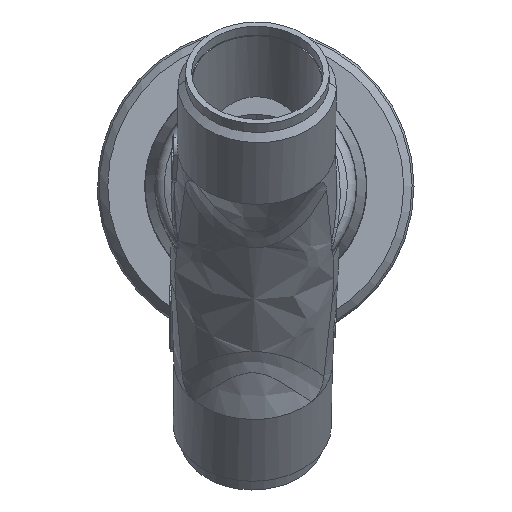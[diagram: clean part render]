
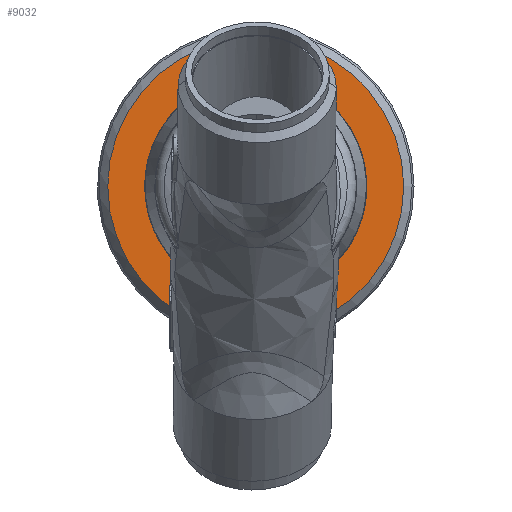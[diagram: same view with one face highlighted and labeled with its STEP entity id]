
A CAD part, front view. The second image highlights one B-rep face of the part: STEP entity #9032.
In plain terms, the highlighted planar face has unit normal (0, -1, 0).
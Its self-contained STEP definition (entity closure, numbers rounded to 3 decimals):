
#215 = CARTESIAN_POINT ( 'NONE',  ( -104.103, -6.875, 17. ) ) ;
#962 = AXIS2_PLACEMENT_3D ( 'NONE', #5880, #2999, #13600 ) ;
#2046 = CIRCLE ( 'NONE', #962, 36. ) ;
#2580 = EDGE_CURVE ( 'NONE', #17156, #18181, #14419, .T. ) ;
#2938 = CARTESIAN_POINT ( 'NONE',  ( -104.103, -6.875, 36. ) ) ;
#2999 = DIRECTION ( 'NONE',  ( 0., 1., 0. ) ) ;
#3067 = CARTESIAN_POINT ( 'NONE',  ( -104.103, -6.875, 0. ) ) ;
#3176 = CIRCLE ( 'NONE', #11249, 36. ) ;
#4013 = EDGE_CURVE ( 'NONE', #13434, #16858, #2046, .T. ) ;
#4749 = AXIS2_PLACEMENT_3D ( 'NONE', #5556, #16132, #5737 ) ;
#4969 = CARTESIAN_POINT ( 'NONE',  ( -104.103, -6.875, 0. ) ) ;
#5556 = CARTESIAN_POINT ( 'NONE',  ( -123.353, -6.875, 0. ) ) ;
#5737 = DIRECTION ( 'NONE',  ( 0., 0., -1. ) ) ;
#5880 = CARTESIAN_POINT ( 'NONE',  ( -104.103, -6.875, 0. ) ) ;
#5974 = EDGE_CURVE ( 'NONE', #16858, #13434, #3176, .T. ) ;
#6262 = ORIENTED_EDGE ( 'NONE', *, *, #4013, .F. ) ;
#6539 = DIRECTION ( 'NONE',  ( 0., 0., 1. ) ) ;
#6794 = CARTESIAN_POINT ( 'NONE',  ( -104.103, -6.875, -17. ) ) ;
#6972 = AXIS2_PLACEMENT_3D ( 'NONE', #4969, #11175, #6539 ) ;
#7401 = EDGE_CURVE ( 'NONE', #18181, #17156, #12902, .T. ) ;
#7603 = FACE_OUTER_BOUND ( 'NONE', #7656, .T. ) ;
#7656 = EDGE_LOOP ( 'NONE', ( #13290, #6262 ) ) ;
#8042 = AXIS2_PLACEMENT_3D ( 'NONE', #13426, #8910, #19515 ) ;
#8564 = PLANE ( 'NONE',  #4749 ) ;
#8910 = DIRECTION ( 'NONE',  ( 0., 1., 0. ) ) ;
#9032 = ADVANCED_FACE ( 'NONE', ( #11685, #7603 ), #8564, .T. ) ;
#10381 = DIRECTION ( 'NONE',  ( 0., 0., 1. ) ) ;
#10534 = CARTESIAN_POINT ( 'NONE',  ( -104.103, -6.875, -36. ) ) ;
#10674 = EDGE_LOOP ( 'NONE', ( #17670, #12486 ) ) ;
#11175 = DIRECTION ( 'NONE',  ( 0., 1., 0. ) ) ;
#11249 = AXIS2_PLACEMENT_3D ( 'NONE', #3067, #18145, #10381 ) ;
#11685 = FACE_BOUND ( 'NONE', #10674, .T. ) ;
#12486 = ORIENTED_EDGE ( 'NONE', *, *, #2580, .T. ) ;
#12902 = CIRCLE ( 'NONE', #8042, 17. ) ;
#13290 = ORIENTED_EDGE ( 'NONE', *, *, #5974, .F. ) ;
#13426 = CARTESIAN_POINT ( 'NONE',  ( -104.103, -6.875, 0. ) ) ;
#13434 = VERTEX_POINT ( 'NONE', #10534 ) ;
#13600 = DIRECTION ( 'NONE',  ( 0., 0., 1. ) ) ;
#14419 = CIRCLE ( 'NONE', #6972, 17. ) ;
#16132 = DIRECTION ( 'NONE',  ( 0., -1., 0. ) ) ;
#16858 = VERTEX_POINT ( 'NONE', #2938 ) ;
#17156 = VERTEX_POINT ( 'NONE', #6794 ) ;
#17670 = ORIENTED_EDGE ( 'NONE', *, *, #7401, .T. ) ;
#18145 = DIRECTION ( 'NONE',  ( 0., 1., 0. ) ) ;
#18181 = VERTEX_POINT ( 'NONE', #215 ) ;
#19515 = DIRECTION ( 'NONE',  ( 0., 0., 1. ) ) ;
